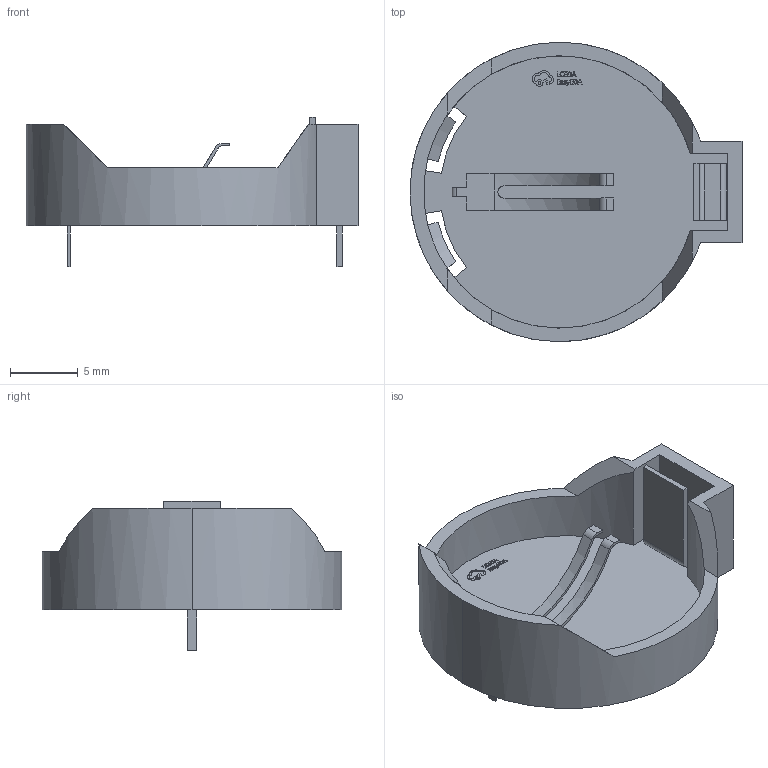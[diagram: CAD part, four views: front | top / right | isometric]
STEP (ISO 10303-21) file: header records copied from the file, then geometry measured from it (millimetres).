
FILE_DESCRIPTION (( 'STEP AP214' ), '1' );
FILE_NAME ('BAT-TH_BS-02-A1AJ010.STEP', '2022-12-05T11:56:22', ( '' ), ( '' ), 'SwSTEP 2.0', 'SolidWorks 2020', '' );
FILE_SCHEMA (( 'AUTOMOTIVE_DESIGN' ));
Length unit declared in the file: millimetre
Products named in the file (1): BAT-TH_BS-02-A1AJ010
Bounding box: 24.5 x 22.1 x 11 mm (x, y, z)
Volume: 674.7 mm3; surface area: 1760.9 mm2
Topology: 1 solids, 1 shells, 302 faces, 833 edges, 554 vertices
Faces by surface type: plane 183, bspline 98, cylinder 19, cone 2
Entity records: 13447 total; most frequent: CARTESIAN_POINT 3040, ORIENTED_EDGE 1666, DIRECTION 1085, EDGE_CURVE 833, VECTOR 567, LINE 567, VERTEX_POINT 554, EDGE_LOOP 327
